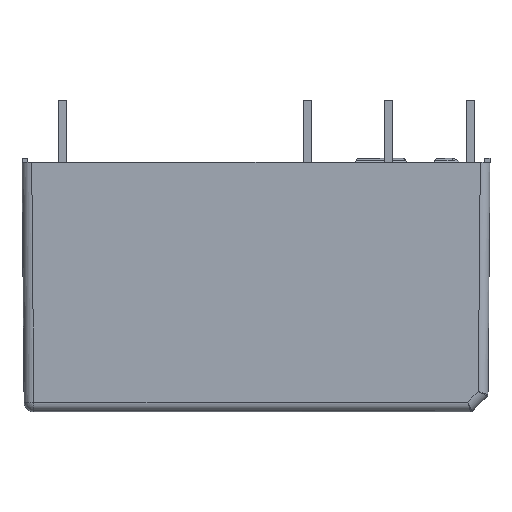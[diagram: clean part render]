
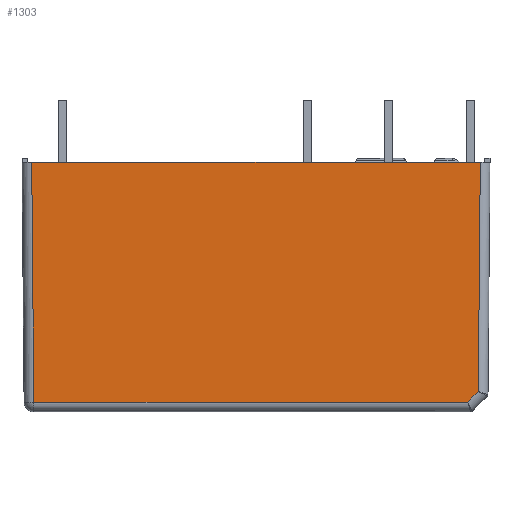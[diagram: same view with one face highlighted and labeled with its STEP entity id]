
A CAD part, front view. The second image highlights one B-rep face of the part: STEP entity #1303.
In plain terms, the highlighted planar face has unit normal (0, -1, -0.009).
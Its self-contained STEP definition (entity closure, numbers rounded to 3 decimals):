
#2=DIRECTION('',(0.009,0.009,-1.));
#3=VECTOR('',#2,14.806);
#4=CARTESIAN_POINT('',(-13.85,-6.3,0.));
#5=LINE('',#4,#3);
#6=DIRECTION('',(1.,0.,0.));
#7=VECTOR('',#6,27.7);
#8=CARTESIAN_POINT('',(-13.85,-6.3,0.));
#9=LINE('',#8,#7);
#10=DIRECTION('',(0.009,-0.009,1.));
#11=VECTOR('',#10,14.143);
#12=CARTESIAN_POINT('',(13.727,-6.177,-14.142));
#13=LINE('',#12,#11);
#14=DIRECTION('',(0.707,-0.006,0.707));
#15=VECTOR('',#14,0.938);
#16=CARTESIAN_POINT('',(13.064,-6.171,-14.805));
#17=LINE('',#16,#15);
#18=DIRECTION('',(1.,0.,0.));
#19=VECTOR('',#18,26.784);
#20=CARTESIAN_POINT('',(-13.721,-6.171,-14.805));
#21=LINE('',#20,#19);
#127=CARTESIAN_POINT('',(-13.85,-6.3,0.));
#189=CARTESIAN_POINT('',(13.85,-6.3,0.));
#1050=VERTEX_POINT('',#127);
#1051=CARTESIAN_POINT('',(-13.721,-6.171,
-14.805));
#1052=VERTEX_POINT('',#1051);
#1055=VERTEX_POINT('',#189);
#1059=CARTESIAN_POINT('',(13.727,-6.177,
-14.142));
#1060=VERTEX_POINT('',#1059);
#1065=CARTESIAN_POINT('',(13.064,-6.171,
-14.805));
#1066=VERTEX_POINT('',#1065);
#1286=CARTESIAN_POINT('',(-14.57,-6.3,0.));
#1287=DIRECTION('',(0.,1.,0.009));
#1288=DIRECTION('',(-1.,0.,0.));
#1289=AXIS2_PLACEMENT_3D('',#1286,#1287,#1288);
#1290=PLANE('',#1289);
#1292=ORIENTED_EDGE('',*,*,#1291,.F.);
#1294=ORIENTED_EDGE('',*,*,#1293,.T.);
#1296=ORIENTED_EDGE('',*,*,#1295,.F.);
#1298=ORIENTED_EDGE('',*,*,#1297,.F.);
#1300=ORIENTED_EDGE('',*,*,#1299,.F.);
#1301=EDGE_LOOP('',(#1292,#1294,#1296,#1298,#1300));
#1302=FACE_OUTER_BOUND('',#1301,.F.);
#1291=EDGE_CURVE('',#1050,#1052,#5,.T.);
#1293=EDGE_CURVE('',#1050,#1055,#9,.T.);
#1295=EDGE_CURVE('',#1060,#1055,#13,.T.);
#1297=EDGE_CURVE('',#1066,#1060,#17,.T.);
#1299=EDGE_CURVE('',#1052,#1066,#21,.T.);
#1303=ADVANCED_FACE('',(#1302),#1290,.F.);
